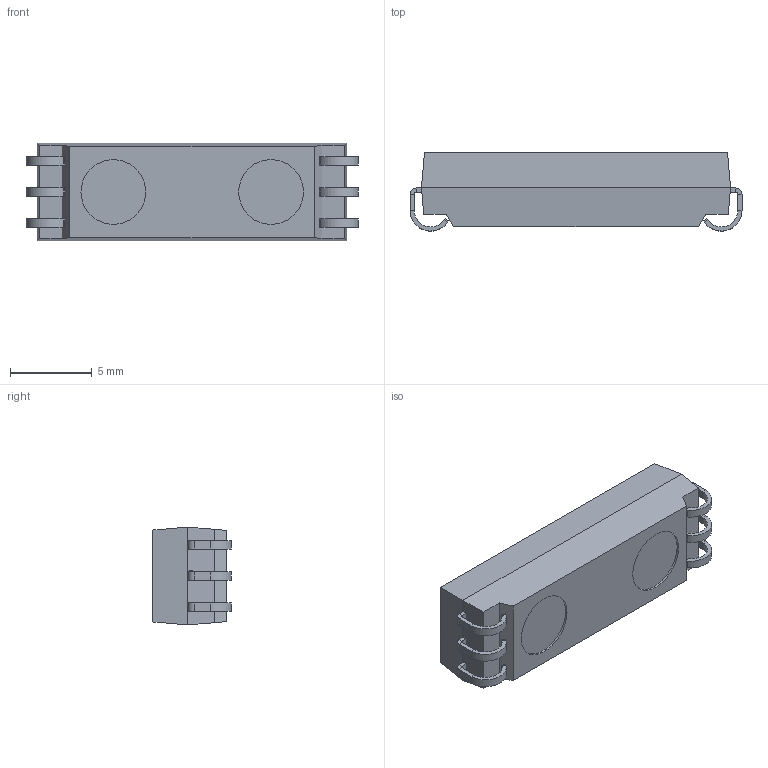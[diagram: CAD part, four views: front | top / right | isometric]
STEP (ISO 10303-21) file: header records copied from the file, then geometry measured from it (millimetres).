
FILE_DESCRIPTION((''),'2;1');
FILE_NAME('9202- J (A).stp','2012-09-17T16:42:03',('odafonseca'),(''),'Autodesk Inventor 2011','Autodesk Inventor 2011','');
FILE_SCHEMA(('AUTOMOTIVE_DESIGN { 1 0 10303 214 1 1 1 1 }'));
Length unit declared in the file: inch
Products named in the file (1): 9202- J (A)
Bounding box: 20.32 x 4.79 x 5.99 mm (x, y, z)
Volume: 477.4 mm3; surface area: 471.2 mm2
Topology: 1 solids, 1 shells, 409 faces, 1016 edges, 644 vertices
Faces by surface type: plane 235, bspline 144, cylinder 30
Full cylindrical faces by diameter (mm): 1.27 x2, 3.962 x2
Entity records: 13114 total; most frequent: CARTESIAN_POINT 3938, ORIENTED_EDGE 2024, DIRECTION 1318, EDGE_CURVE 1012, VECTOR 662, LINE 662, VERTEX_POINT 644, EDGE_LOOP 448
